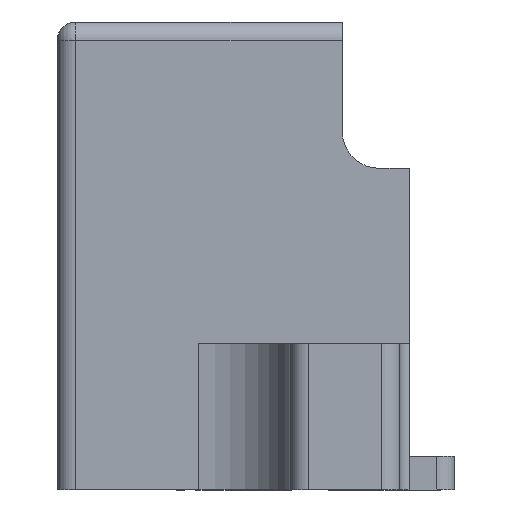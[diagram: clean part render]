
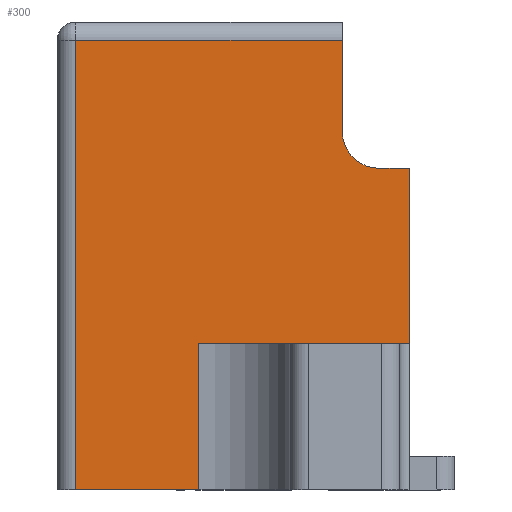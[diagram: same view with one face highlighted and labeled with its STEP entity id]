
A CAD part, left-side view. The second image highlights one B-rep face of the part: STEP entity #300.
In plain terms, the highlighted planar face has unit normal (-1, 0, 0).
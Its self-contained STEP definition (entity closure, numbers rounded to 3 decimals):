
#53 = FACE_OUTER_BOUND ( 'NONE', #2508, .T. ) ;
#59 = EDGE_CURVE ( 'NONE', #1662, #2183, #1294, .T. ) ;
#212 = DIRECTION ( 'NONE',  ( 0., -1., 0. ) ) ;
#242 = AXIS2_PLACEMENT_3D ( 'NONE', #1409, #2187, #646 ) ;
#252 = DIRECTION ( 'NONE',  ( 0., 0., 1. ) ) ;
#275 = EDGE_CURVE ( 'NONE', #2183, #1597, #2143, .T. ) ;
#280 = CARTESIAN_POINT ( 'NONE',  ( -12.55, -0.825, 0.15 ) ) ;
#283 = ORIENTED_EDGE ( 'NONE', *, *, #600, .F. ) ;
#300 = ADVANCED_FACE ( 'NONE', ( #53 ), #395, .T. ) ;
#304 = DIRECTION ( 'NONE',  ( 1., 0., 0. ) ) ;
#314 = CARTESIAN_POINT ( 'NONE',  ( -12.55, 17.425, 30.605 ) ) ;
#372 = AXIS2_PLACEMENT_3D ( 'NONE', #1839, #304, #3132 ) ;
#395 = PLANE ( 'NONE',  #242 ) ;
#444 = ORIENTED_EDGE ( 'NONE', *, *, #1270, .T. ) ;
#557 = ORIENTED_EDGE ( 'NONE', *, *, #972, .T. ) ;
#596 = CARTESIAN_POINT ( 'NONE',  ( -12.55, -0.825, -9.45 ) ) ;
#600 = EDGE_CURVE ( 'NONE', #712, #657, #764, .T. ) ;
#639 = CARTESIAN_POINT ( 'NONE',  ( -12.55, 2.825, 2.15 ) ) ;
#646 = DIRECTION ( 'NONE',  ( 0., 0., 1. ) ) ;
#657 = VERTEX_POINT ( 'NONE', #280 ) ;
#712 = VERTEX_POINT ( 'NONE', #1574 ) ;
#729 = VECTOR ( 'NONE', #252, 1000. ) ;
#764 = LINE ( 'NONE', #2128, #2970 ) ;
#844 = DIRECTION ( 'NONE',  ( 0., -1., 0. ) ) ;
#942 = ORIENTED_EDGE ( 'NONE', *, *, #1160, .F. ) ;
#972 = EDGE_CURVE ( 'NONE', #712, #2984, #2093, .T. ) ;
#1033 = CARTESIAN_POINT ( 'NONE',  ( -12.55, -0.325, -9.45 ) ) ;
#1060 = LINE ( 'NONE', #2303, #1810 ) ;
#1078 = ORIENTED_EDGE ( 'NONE', *, *, #1623, .T. ) ;
#1127 = CARTESIAN_POINT ( 'NONE',  ( -12.55, -0.825, 7.15 ) ) ;
#1160 = EDGE_CURVE ( 'NONE', #657, #1597, #1060, .T. ) ;
#1191 = CARTESIAN_POINT ( 'NONE',  ( -12.55, 17.425, 7.15 ) ) ;
#1228 = ORIENTED_EDGE ( 'NONE', *, *, #2673, .F. ) ;
#1270 = EDGE_CURVE ( 'NONE', #1835, #1323, #1291, .T. ) ;
#1291 = LINE ( 'NONE', #314, #3097 ) ;
#1294 = LINE ( 'NONE', #3033, #729 ) ;
#1302 = EDGE_CURVE ( 'NONE', #2519, #2984, #2735, .T. ) ;
#1323 = VERTEX_POINT ( 'NONE', #1856 ) ;
#1409 = CARTESIAN_POINT ( 'NONE',  ( -12.55, -0.825, 30.605 ) ) ;
#1572 = VECTOR ( 'NONE', #844, 1000. ) ;
#1574 = CARTESIAN_POINT ( 'NONE',  ( -12.55, 0.825, 0.15 ) ) ;
#1596 = CARTESIAN_POINT ( 'NONE',  ( -12.55, 10.675, -9.45 ) ) ;
#1597 = VERTEX_POINT ( 'NONE', #596 ) ;
#1623 = EDGE_CURVE ( 'NONE', #2519, #1835, #2968, .T. ) ;
#1662 = VERTEX_POINT ( 'NONE', #2911 ) ;
#1730 = CARTESIAN_POINT ( 'NONE',  ( -12.55, 2.825, 8.15 ) ) ;
#1769 = VECTOR ( 'NONE', #1884, 1000. ) ;
#1810 = VECTOR ( 'NONE', #2526, 1000. ) ;
#1835 = VERTEX_POINT ( 'NONE', #1191 ) ;
#1839 = CARTESIAN_POINT ( 'NONE',  ( -12.55, 0.825, 2.15 ) ) ;
#1856 = CARTESIAN_POINT ( 'NONE',  ( -12.55, 17.425, -17.45 ) ) ;
#1884 = DIRECTION ( 'NONE',  ( 0., 1., 0. ) ) ;
#2033 = CARTESIAN_POINT ( 'NONE',  ( -12.55, 2.825, 7.15 ) ) ;
#2046 = ORIENTED_EDGE ( 'NONE', *, *, #59, .T. ) ;
#2069 = VECTOR ( 'NONE', #2610, 1000. ) ;
#2084 = CARTESIAN_POINT ( 'NONE',  ( -12.55, -0.825, -17.45 ) ) ;
#2093 = CIRCLE ( 'NONE', #372, 2. ) ;
#2128 = CARTESIAN_POINT ( 'NONE',  ( -12.55, -0.825, 0.15 ) ) ;
#2143 = LINE ( 'NONE', #1033, #1572 ) ;
#2183 = VERTEX_POINT ( 'NONE', #1596 ) ;
#2187 = DIRECTION ( 'NONE',  ( -1., 0., 0. ) ) ;
#2303 = CARTESIAN_POINT ( 'NONE',  ( -12.55, -0.825, 30.605 ) ) ;
#2508 = EDGE_LOOP ( 'NONE', ( #2883, #1078, #444, #1228, #2046, #2705, #942, #283, #557 ) ) ;
#2519 = VERTEX_POINT ( 'NONE', #2033 ) ;
#2526 = DIRECTION ( 'NONE',  ( 0., 0., -1. ) ) ;
#2610 = DIRECTION ( 'NONE',  ( 0., 1., 0. ) ) ;
#2673 = EDGE_CURVE ( 'NONE', #1662, #1323, #3159, .T. ) ;
#2705 = ORIENTED_EDGE ( 'NONE', *, *, #275, .T. ) ;
#2735 = LINE ( 'NONE', #1730, #3177 ) ;
#2883 = ORIENTED_EDGE ( 'NONE', *, *, #1302, .F. ) ;
#2911 = CARTESIAN_POINT ( 'NONE',  ( -12.55, 10.675, -17.45 ) ) ;
#2968 = LINE ( 'NONE', #1127, #1769 ) ;
#2970 = VECTOR ( 'NONE', #212, 1000. ) ;
#2984 = VERTEX_POINT ( 'NONE', #639 ) ;
#3033 = CARTESIAN_POINT ( 'NONE',  ( -12.55, 10.675, -9.45 ) ) ;
#3097 = VECTOR ( 'NONE', #3162, 1000. ) ;
#3132 = DIRECTION ( 'NONE',  ( 0., 0., 1. ) ) ;
#3159 = LINE ( 'NONE', #2084, #2069 ) ;
#3162 = DIRECTION ( 'NONE',  ( 0., 0., -1. ) ) ;
#3177 = VECTOR ( 'NONE', #3242, 1000. ) ;
#3242 = DIRECTION ( 'NONE',  ( 0., 0., -1. ) ) ;
